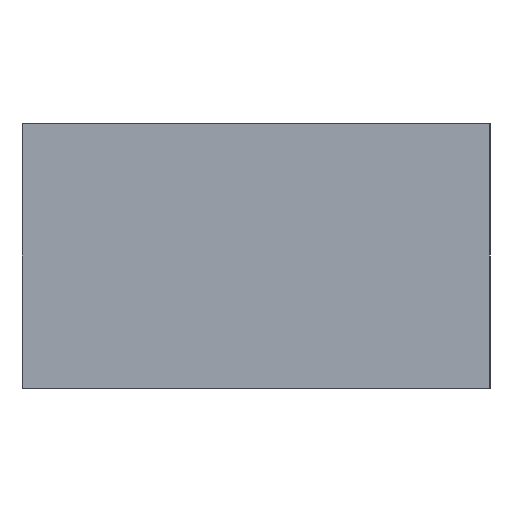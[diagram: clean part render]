
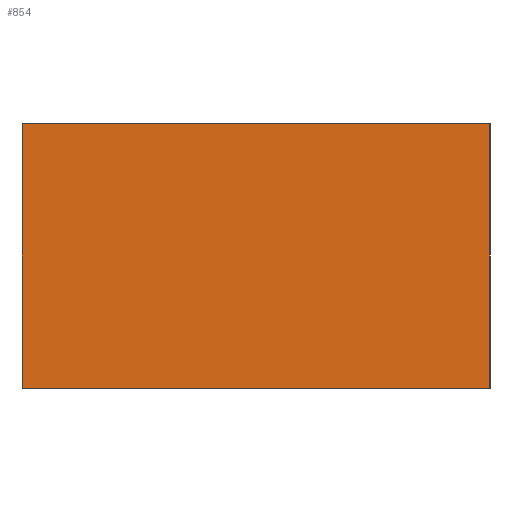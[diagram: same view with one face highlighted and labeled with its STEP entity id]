
A CAD part, left-side view. The second image highlights one B-rep face of the part: STEP entity #854.
In plain terms, the highlighted planar face has unit normal (-1, 0, 0).
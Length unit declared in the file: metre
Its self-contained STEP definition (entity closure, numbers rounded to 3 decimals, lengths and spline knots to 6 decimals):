
#174=ORIENTED_EDGE('',*,*,#352,.F.);
#175=ORIENTED_EDGE('',*,*,#340,.F.);
#176=ORIENTED_EDGE('',*,*,#353,.T.);
#177=ORIENTED_EDGE('',*,*,#343,.T.);
#340=EDGE_CURVE('',#439,#438,#540,.T.);
#343=EDGE_CURVE('',#440,#441,#543,.T.);
#352=EDGE_CURVE('',#438,#441,#552,.T.);
#353=EDGE_CURVE('',#439,#440,#553,.T.);
#438=VERTEX_POINT('',#1328);
#439=VERTEX_POINT('',#1330);
#440=VERTEX_POINT('',#1334);
#441=VERTEX_POINT('',#1336);
#540=LINE('',#1331,#660);
#543=LINE('',#1337,#663);
#552=LINE('',#1353,#672);
#553=LINE('',#1354,#673);
#660=VECTOR('',#1080,1.);
#663=VECTOR('',#1085,1.);
#672=VECTOR('',#1100,1.);
#673=VECTOR('',#1101,1.);
#722=EDGE_LOOP('',(#174,#175,#176,#177));
#766=FACE_BOUND('',#722,.T.);
#810=PLANE('',#924);
#854=ADVANCED_FACE('',(#766),#810,.T.);
#924=AXIS2_PLACEMENT_3D('',#1352,#1098,#1099);
#1080=DIRECTION('',(0.,0.,1.));
#1085=DIRECTION('',(0.,0.,1.));
#1098=DIRECTION('',(-1.,0.,0.));
#1099=DIRECTION('',(0.,-1.,0.));
#1100=DIRECTION('',(0.,-1.,0.));
#1101=DIRECTION('',(0.,-1.,0.));
#1328=CARTESIAN_POINT('',(-0.04355,0.026575,0.));
#1330=CARTESIAN_POINT('',(-0.04355,0.026575,-0.03));
#1331=CARTESIAN_POINT('',(-0.04355,0.026575,-0.03));
#1334=CARTESIAN_POINT('',(-0.04355,-0.026575,-0.03));
#1336=CARTESIAN_POINT('',(-0.04355,-0.026575,0.));
#1337=CARTESIAN_POINT('',(-0.04355,-0.026575,-0.03));
#1352=CARTESIAN_POINT('',(-0.04355,0.,-0.03));
#1353=CARTESIAN_POINT('',(-0.04355,0.,0.));
#1354=CARTESIAN_POINT('',(-0.04355,0.,-0.03));
